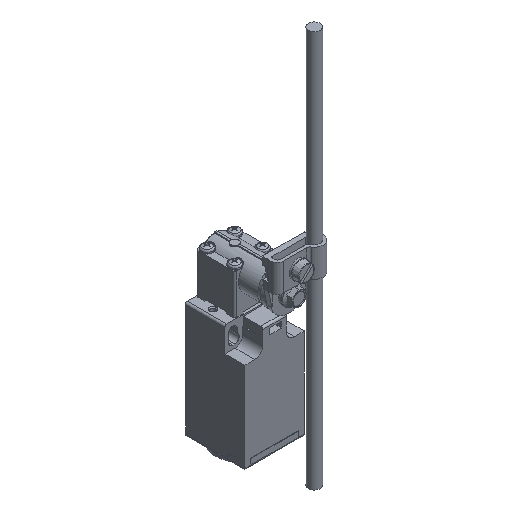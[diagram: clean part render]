
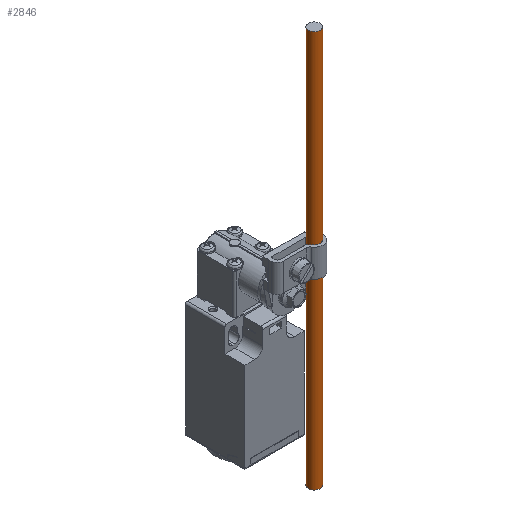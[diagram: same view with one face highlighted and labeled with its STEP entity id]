
A CAD part, isometric view. The second image highlights one B-rep face of the part: STEP entity #2846.
In plain terms, the highlighted cylindrical face has radius 3 mm (diameter 6 mm), a full revolution.
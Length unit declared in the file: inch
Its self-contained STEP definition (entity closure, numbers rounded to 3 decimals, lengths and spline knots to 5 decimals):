
#167 = VERTEX_POINT ( 'NONE', #12606 ) ;
#216 = CIRCLE ( 'NONE', #11384, 0.11811 ) ;
#1385 = AXIS2_PLACEMENT_3D ( 'NONE', #4428, #8786, #11119 ) ;
#1410 = VERTEX_POINT ( 'NONE', #12330 ) ;
#1590 = DIRECTION ( 'NONE',  ( 1., 0., 0. ) ) ;
#1907 = ORIENTED_EDGE ( 'NONE', *, *, #7533, .F. ) ;
#2013 = AXIS2_PLACEMENT_3D ( 'NONE', #3387, #6513, #3252 ) ;
#2759 = CARTESIAN_POINT ( 'NONE',  ( 0.37402, -1.06299, -0.36594 ) ) ;
#2846 = ADVANCED_FACE ( 'NONE', ( #12333, #5489 ), #5559, .T. ) ;
#3252 = DIRECTION ( 'NONE',  ( -1., 0., 0. ) ) ;
#3387 = CARTESIAN_POINT ( 'NONE',  ( 0.37402, -1.06299, 7.50807 ) ) ;
#4428 = CARTESIAN_POINT ( 'NONE',  ( 0.37402, -1.06299, 7.50807 ) ) ;
#5489 = FACE_OUTER_BOUND ( 'NONE', #10524, .T. ) ;
#5559 = CYLINDRICAL_SURFACE ( 'NONE', #2013, 0.11811 ) ;
#6513 = DIRECTION ( 'NONE',  ( 0., 0., -1. ) ) ;
#6962 = CIRCLE ( 'NONE', #1385, 0.11811 ) ;
#7533 = EDGE_CURVE ( 'NONE', #1410, #1410, #6962, .T. ) ;
#7853 = EDGE_CURVE ( 'NONE', #167, #167, #216, .T. ) ;
#8207 = DIRECTION ( 'NONE',  ( 0., 0., 1. ) ) ;
#8786 = DIRECTION ( 'NONE',  ( 0., 0., 1. ) ) ;
#10524 = EDGE_LOOP ( 'NONE', ( #12644 ) ) ;
#11119 = DIRECTION ( 'NONE',  ( 1., 0., 0. ) ) ;
#11384 = AXIS2_PLACEMENT_3D ( 'NONE', #2759, #8207, #1590 ) ;
#12185 = EDGE_LOOP ( 'NONE', ( #1907 ) ) ;
#12330 = CARTESIAN_POINT ( 'NONE',  ( 0.49213, -1.06299, 7.50807 ) ) ;
#12333 = FACE_OUTER_BOUND ( 'NONE', #12185, .T. ) ;
#12606 = CARTESIAN_POINT ( 'NONE',  ( 0.49213, -1.06299, -0.36594 ) ) ;
#12644 = ORIENTED_EDGE ( 'NONE', *, *, #7853, .T. ) ;
